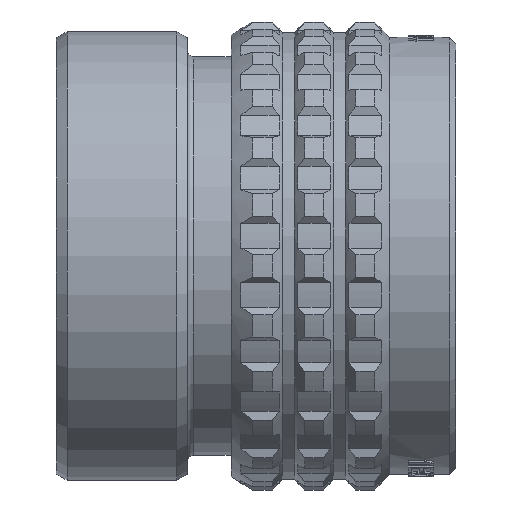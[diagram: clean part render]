
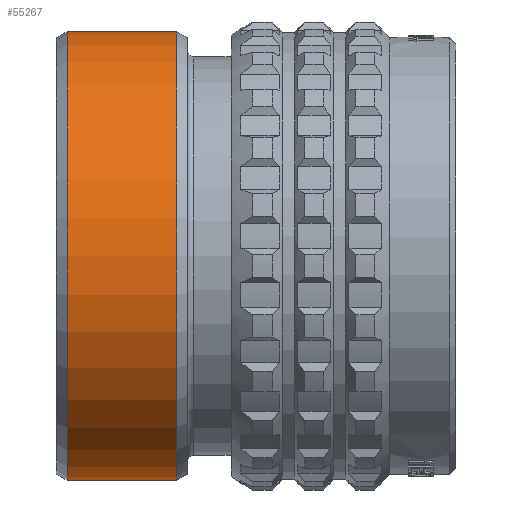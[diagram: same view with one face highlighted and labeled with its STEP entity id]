
A CAD part, top view. The second image highlights one B-rep face of the part: STEP entity #55267.
In plain terms, the highlighted cylindrical face has radius 17.975 mm (diameter 35.95 mm), a partial arc.
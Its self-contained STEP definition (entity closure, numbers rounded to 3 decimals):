
#60=DIRECTION('',(1.,0.,0.));
#61=VECTOR('',#60,8.768);
#62=CARTESIAN_POINT('',(-9.634,17.975,0.));
#63=LINE('3796',#62,#61);
#64=DIRECTION('',(1.,0.,0.));
#65=VECTOR('',#64,8.768);
#66=CARTESIAN_POINT('',(-9.634,-17.975,0.));
#67=LINE('3805',#66,#65);
#68=CARTESIAN_POINT('',(-9.634,0.,0.));
#69=DIRECTION('',(1.,0.,0.));
#70=DIRECTION('',(0.,1.,0.));
#71=AXIS2_PLACEMENT_3D('',#68,#69,#70);
#81=CARTESIAN_POINT('',(-0.866,0.,0.));
#82=DIRECTION('',(1.,0.,0.));
#83=DIRECTION('',(0.,1.,0.));
#84=AXIS2_PLACEMENT_3D('',#81,#82,#83);
#45023=CARTESIAN_POINT('',(-9.634,17.975,0.));
#45025=VERTEX_POINT('',#45023);
#45026=CARTESIAN_POINT('',(-0.866,17.975,0.));
#45027=VERTEX_POINT('',#45026);
#45035=CARTESIAN_POINT('',(-9.634,-17.975,0.));
#45037=VERTEX_POINT('',#45035);
#45038=CARTESIAN_POINT('',(-0.866,-17.975,0.));
#45039=VERTEX_POINT('',#45038);
#55255=CARTESIAN_POINT('',(23.1,0.,0.));
#55256=DIRECTION('',(-1.,0.,0.));
#55257=DIRECTION('',(0.,-1.,0.));
#55258=AXIS2_PLACEMENT_3D('',#55255,#55256,#55257);
#55259=CYLINDRICAL_SURFACE('270',#55258,17.975);
#55260=ORIENTED_EDGE('3796',*,*,#55238,.T.);
#55262=ORIENTED_EDGE('3836',*,*,#55261,.T.);
#55263=ORIENTED_EDGE('3805',*,*,#55241,.F.);
#55264=ORIENTED_EDGE('3835',*,*,#55198,.F.);
#55265=EDGE_LOOP('270',(#55260,#55262,#55263,#55264));
#55266=FACE_OUTER_BOUND('270',#55265,.F.);
#72=CIRCLE('3835',#71,17.975);
#85=CIRCLE('3836',#84,17.975);
#55198=EDGE_CURVE('3835',#45025,#45037,#72,.T.);
#55238=EDGE_CURVE('3796',#45025,#45027,#63,.T.);
#55241=EDGE_CURVE('3805',#45037,#45039,#67,.T.);
#55261=EDGE_CURVE('3836',#45027,#45039,#85,.T.);
#55267=ADVANCED_FACE('270',(#55266),#55259,.T.);
